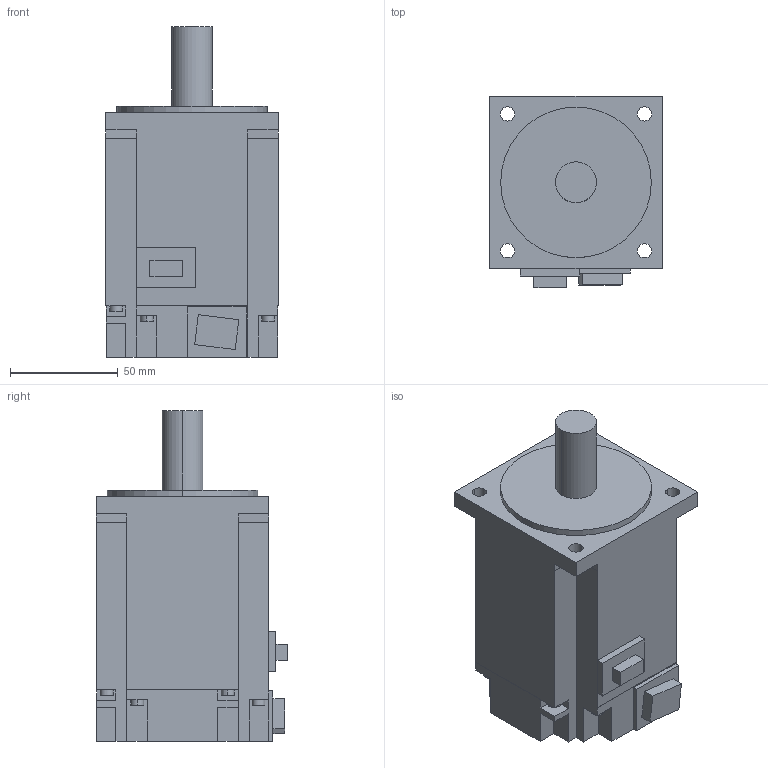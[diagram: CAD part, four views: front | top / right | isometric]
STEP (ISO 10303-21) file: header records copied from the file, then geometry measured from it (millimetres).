
FILE_DESCRIPTION((''),'2;1');
FILE_NAME('HF-KP73_A_00_B','2010-04-01T',('DD65885'),(''),'PRO/ENGINEER BY PARAMETRIC TECHNOLOGY CORPORATION, 2007390','PRO/ENGINEER BY PARAMETRIC TECHNOLOGY CORPORATION, 2007390','');
FILE_SCHEMA(('CONFIG_CONTROL_DESIGN'));
Length unit declared in the file: millimetre
Products named in the file (1): HF-KP73_A_00_B
Bounding box: 80 x 88.8 x 153.8 mm (x, y, z)
Volume: 658810.4 mm3; surface area: 54550 mm2
Topology: 1 solids, 1 shells, 123 faces, 320 edges, 210 vertices
Faces by surface type: plane 97, cylinder 26
Entity records: 3780 total; most frequent: CARTESIAN_POINT 653, ORIENTED_EDGE 640, DIRECTION 618, EDGE_CURVE 320, VECTOR 268, LINE 268, VERTEX_POINT 210, AXIS2_PLACEMENT_3D 175
